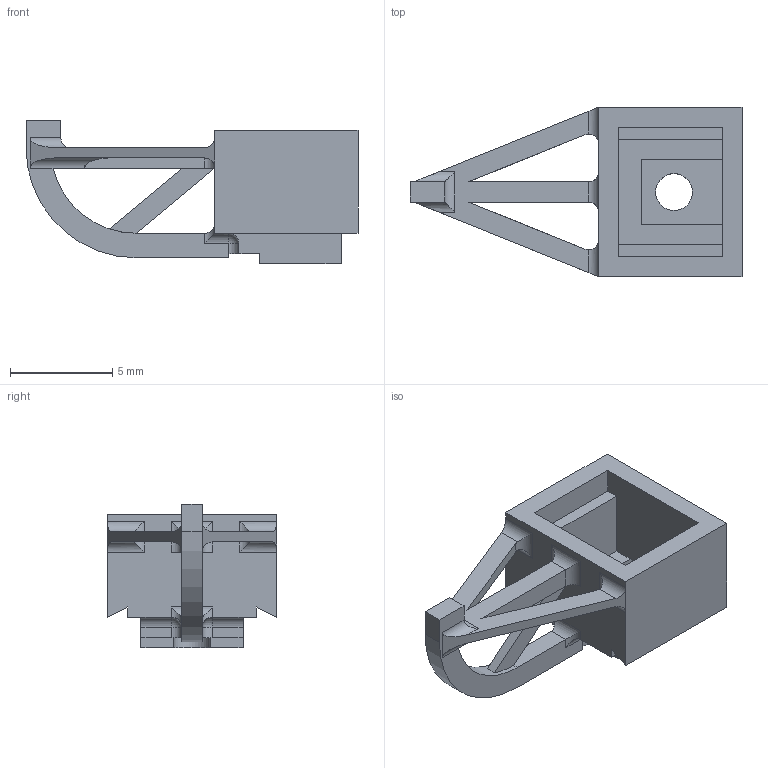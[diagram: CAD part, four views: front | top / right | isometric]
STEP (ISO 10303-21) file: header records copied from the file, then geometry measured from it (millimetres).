
FILE_DESCRIPTION(/* description */ ('STEP AP214'),/* implementation_level */ '2;1');
FILE_NAME(/* name */ '613a15f8bbab34336db0bd2a',/* time_stamp */ '2021-09-09T14:11:05+00:00',/* author */ (''),/* organization */ (''),/* preprocessor_version */ 'ST-DEVELOPER v18.1',/* originating_system */ ' ',/* authorisation */ ' ');
FILE_SCHEMA (('AUTOMOTIVE_DESIGN {1 0 10303 214 3 1 1}'));
Length unit declared in the file: metre
Products named in the file (1): Part 1
Bounding box: 16.25 x 8.3 x 7.03 mm (x, y, z)
Volume: 223.6 mm3; surface area: 555.9 mm2
Topology: 1 solids, 1 shells, 86 faces, 249 edges, 154 vertices
Faces by surface type: plane 58, cylinder 26, sphere 2
Full cylindrical faces by diameter (mm): 1.8 x1
Entity records: 2804 total; most frequent: ORIENTED_EDGE 490, CARTESIAN_POINT 485, DIRECTION 466, EDGE_CURVE 245, LINE 198, VECTOR 198, VERTEX_POINT 153, AXIS2_PLACEMENT_3D 134
